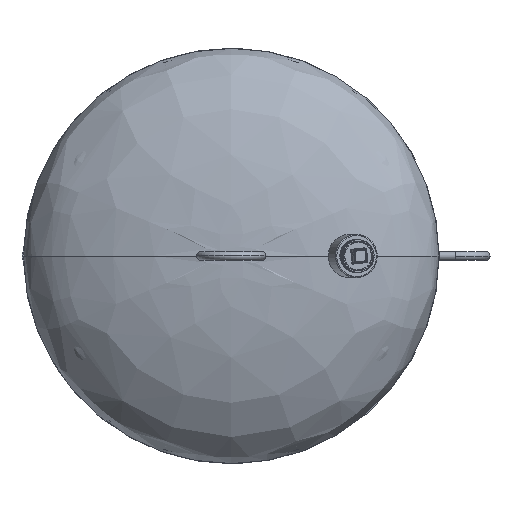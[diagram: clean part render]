
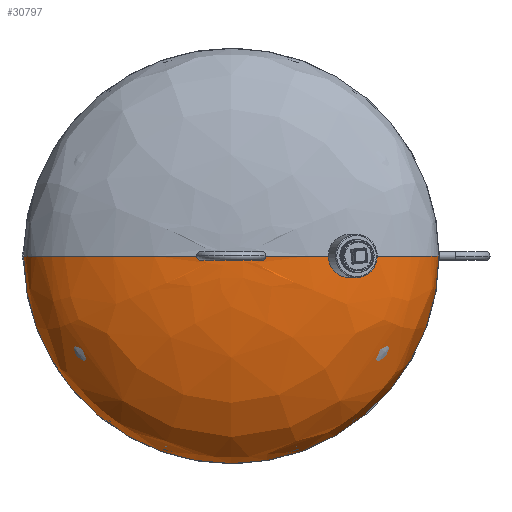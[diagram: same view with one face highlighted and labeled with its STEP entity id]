
A CAD part, left-side view. The second image highlights one B-rep face of the part: STEP entity #30797.
In plain terms, the highlighted free-form (B-spline) face has degree [3, 3] with [4, 4] control points.
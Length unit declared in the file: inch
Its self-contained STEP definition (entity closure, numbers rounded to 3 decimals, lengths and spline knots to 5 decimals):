
#817 = CARTESIAN_POINT ( 'NONE',  ( 0., 2.265, -11.986 ) ) ;
#860 = ORIENTED_EDGE ( 'NONE', *, *, #25395, .F. ) ;
#2282 = CARTESIAN_POINT ( 'NONE',  ( -11.986, 5.18515, 0. ) ) ;
#2462 = CARTESIAN_POINT ( 'NONE',  ( 0., 7.25, 0. ) ) ;
#4023 = EDGE_CURVE ( 'NONE', #14738, #20636, #33411, .T. ) ;
#4136 = DIRECTION ( 'NONE',  ( 0., 0., -1. ) ) ;
#4833 = CARTESIAN_POINT ( 'NONE',  ( 7.02124, 7.25, -14.04247 ) ) ;
#5352 = ORIENTED_EDGE ( 'NONE', *, *, #21767, .T. ) ;
#6686 = CARTESIAN_POINT ( 'NONE',  ( 0., 2.265, 0. ) ) ;
#6711 = CARTESIAN_POINT ( 'NONE',  ( 0., 7.25, 0. ) ) ;
#8167 = CARTESIAN_POINT ( 'NONE',  ( 0., 2.265, 0. ) ) ;
#8395 = CARTESIAN_POINT ( 'NONE',  ( 7.02124, 7.25, 0. ) ) ;
#9626 = CARTESIAN_POINT ( 'NONE',  ( 11.986, 5.18515, 0. ) ) ;
#9963 = CARTESIAN_POINT ( 'NONE',  ( -7.02124, 7.25, 0. ) ) ;
#10912 = EDGE_CURVE ( 'NONE', #20636, #13212, #32114, .T. ) ;
#10953 = CARTESIAN_POINT ( 'NONE',  ( 11.986, 2.265, 0. ) ) ;
#13212 = VERTEX_POINT ( 'NONE', #6711 ) ;
#13305 = DIRECTION ( 'NONE',  ( 0., 0., -1. ) ) ;
#14519 = ORIENTED_EDGE ( 'NONE', *, *, #4023, .F. ) ;
#14738 = VERTEX_POINT ( 'NONE', #817 ) ;
#14827 = CIRCLE ( 'NONE', #21372, 11.986 ) ;
#15084 = FACE_OUTER_BOUND ( 'NONE', #32531, .T. ) ;
#15184 = DIRECTION ( 'NONE',  ( 0., -1., 0. ) ) ;
#15253 = VERTEX_POINT ( 'NONE', #22525 ) ;
#15422 = CARTESIAN_POINT ( 'NONE',  ( -11.986, 5.18515, -23.972 ) ) ;
#16582 = CARTESIAN_POINT ( 'NONE',  ( 0., 7.25, 0. ) ) ;
#16639 =( BOUNDED_CURVE ( )  B_SPLINE_CURVE ( 3, ( #22239, #32141, #32485, #16582 ),
 .UNSPECIFIED., .F., .T. ) 
 B_SPLINE_CURVE_WITH_KNOTS ( ( 4, 4 ),
 ( 0., 1.5708 ),
 .UNSPECIFIED. ) 
 CURVE ( )  GEOMETRIC_REPRESENTATION_ITEM ( )  RATIONAL_B_SPLINE_CURVE ( ( 1., 0.805, 0.805, 1. ) ) 
 REPRESENTATION_ITEM ( '' )  );
#17471 = CARTESIAN_POINT ( 'NONE',  ( 11.986, 2.265, -23.972 ) ) ;
#19887 = ORIENTED_EDGE ( 'NONE', *, *, #10912, .F. ) ;
#20208 = CARTESIAN_POINT ( 'NONE',  ( 11.986, 5.18515, -23.972 ) ) ;
#20382 = CARTESIAN_POINT ( 'NONE',  ( -11.986, 2.265, -23.972 ) ) ;
#20636 = VERTEX_POINT ( 'NONE', #30821 ) ;
#21372 = AXIS2_PLACEMENT_3D ( 'NONE', #6686, #27205, #4136 ) ;
#21767 = EDGE_CURVE ( 'NONE', #15253, #13212, #16639, .T. ) ;
#22239 = CARTESIAN_POINT ( 'NONE',  ( -11.986, 2.265, 0. ) ) ;
#22525 = CARTESIAN_POINT ( 'NONE',  ( -11.986, 2.265, 0. ) ) ;
#22963 = CARTESIAN_POINT ( 'NONE',  ( 11.986, 2.265, 0. ) ) ;
#23314 = CARTESIAN_POINT ( 'NONE',  ( 0., 7.25, 0. ) ) ;
#23795 = CARTESIAN_POINT ( 'NONE',  ( 0., 7.25, 0. ) ) ;
#25395 = EDGE_CURVE ( 'NONE', #15253, #14738, #14827, .T. ) ;
#25513 = CARTESIAN_POINT ( 'NONE',  ( -11.986, 2.265, 0. ) ) ;
#25841 =( BOUNDED_SURFACE ( )  B_SPLINE_SURFACE ( 3, 3, ( 
 ( #25513, #20382, #17471, #22963 ),
 ( #2282, #15422, #20208, #9626 ),
 ( #9963, #30472, #4833, #27911 ),
 ( #25862, #30815, #2462, #23314 ) ),
 .UNSPECIFIED., .F., .F., .T. ) 
 B_SPLINE_SURFACE_WITH_KNOTS ( ( 4, 4 ),
 ( 4, 4 ),
 ( 0., 1. ),
 ( 0., 1. ),
 .UNSPECIFIED. ) 
 GEOMETRIC_REPRESENTATION_ITEM ( )  RATIONAL_B_SPLINE_SURFACE ( (
 ( 1., 0.333, 0.333, 1.),
 ( 0.805, 0.268, 0.268, 0.805),
 ( 0.805, 0.268, 0.268, 0.805),
 ( 1., 0.333, 0.333, 1.) ) ) 
 REPRESENTATION_ITEM ( '' )  SURFACE ( )  );
#25862 = CARTESIAN_POINT ( 'NONE',  ( 0., 7.25, 0. ) ) ;
#26356 = CARTESIAN_POINT ( 'NONE',  ( 11.986, 5.18515, 0. ) ) ;
#27205 = DIRECTION ( 'NONE',  ( 0., -1., 0. ) ) ;
#27415 = AXIS2_PLACEMENT_3D ( 'NONE', #8167, #15184, #13305 ) ;
#27911 = CARTESIAN_POINT ( 'NONE',  ( 7.02124, 7.25, 0. ) ) ;
#30472 = CARTESIAN_POINT ( 'NONE',  ( -7.02124, 7.25, -14.04247 ) ) ;
#30797 = ADVANCED_FACE ( 'NONE', ( #15084 ), #25841, .T. ) ;
#30815 = CARTESIAN_POINT ( 'NONE',  ( 0., 7.25, 0. ) ) ;
#30821 = CARTESIAN_POINT ( 'NONE',  ( 11.986, 2.265, 0. ) ) ;
#32114 =( BOUNDED_CURVE ( )  B_SPLINE_CURVE ( 3, ( #10953, #26356, #8395, #23795 ),
 .UNSPECIFIED., .F., .T. ) 
 B_SPLINE_CURVE_WITH_KNOTS ( ( 4, 4 ),
 ( 0., 1.5708 ),
 .UNSPECIFIED. ) 
 CURVE ( )  GEOMETRIC_REPRESENTATION_ITEM ( )  RATIONAL_B_SPLINE_CURVE ( ( 1., 0.805, 0.805, 1. ) ) 
 REPRESENTATION_ITEM ( '' )  );
#32141 = CARTESIAN_POINT ( 'NONE',  ( -11.986, 5.18515, 0. ) ) ;
#32485 = CARTESIAN_POINT ( 'NONE',  ( -7.02124, 7.25, 0. ) ) ;
#32531 = EDGE_LOOP ( 'NONE', ( #860, #5352, #19887, #14519 ) ) ;
#33411 = CIRCLE ( 'NONE', #27415, 11.986 ) ;
